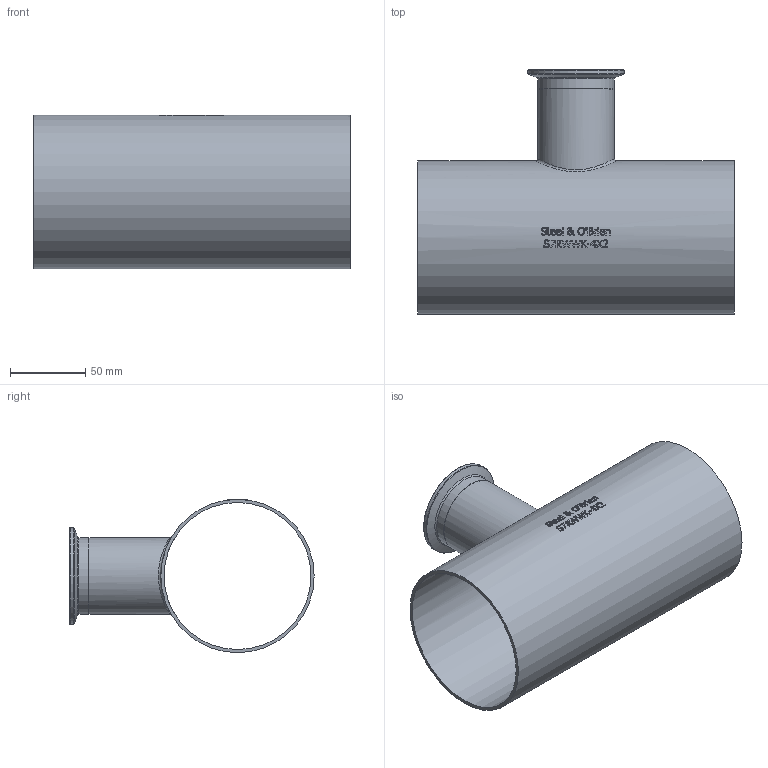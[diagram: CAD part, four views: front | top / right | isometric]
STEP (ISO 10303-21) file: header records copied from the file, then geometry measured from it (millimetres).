
FILE_DESCRIPTION(/* description */ (''),/* implementation_level */ '2;1');
FILE_NAME(/* name */ 'S7RWWK-4X2.stp',/* time_stamp */ '2018-11-29T09:41:42-05:00',/* author */ ('ken'),/* organization */ (''),/* preprocessor_version */ 'ST-DEVELOPER v15.2',/* originating_system */ 'Autodesk Inventor 2014',/* authorisation */ '');
FILE_SCHEMA (('AUTOMOTIVE_DESIGN { 1 0 10303 214 3 1 1 }'));
Length unit declared in the file: inch
Products named in the file (1): S7RWWK-4X2
Bounding box: 209.55 x 161.93 x 101.6 mm (x, y, z)
Volume: 154281 mm3; surface area: 151000.2 mm2
Topology: 1 solids, 1 shells, 389 faces, 1039 edges, 689 vertices
Faces by surface type: plane 182, bspline 154, cylinder 41, torus 9, cone 3
Full cylindrical faces by diameter (mm): 47.498 x2, 50.8 x2, 63.906 x1, 97.384 x1, 101.6 x1
Entity records: 15021 total; most frequent: CARTESIAN_POINT 6162, ORIENTED_EDGE 2030, DIRECTION 1397, EDGE_CURVE 1015, VERTEX_POINT 685, LINE 487, VECTOR 487, AXIS2_PLACEMENT_3D 455
